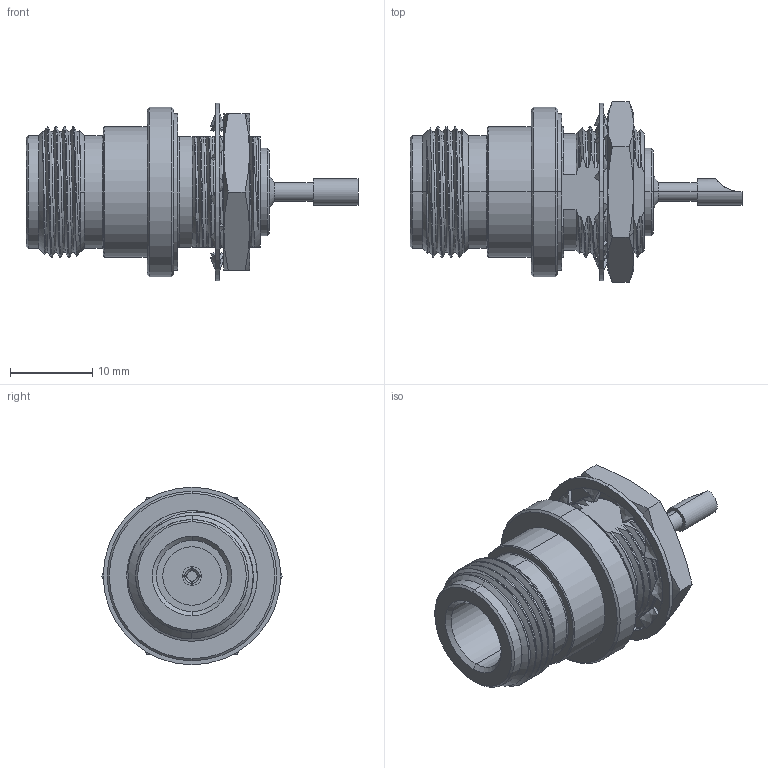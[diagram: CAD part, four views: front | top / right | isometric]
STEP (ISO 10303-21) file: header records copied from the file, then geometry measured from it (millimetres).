
FILE_DESCRIPTION (( 'STEP AP214' ), '1' );
FILE_NAME ('PE4137_3D.STEP', '2022-06-08T20:06:20', ( '' ), ( '' ), 'SwSTEP 2.0', 'SolidWorks 2021', '' );
FILE_SCHEMA (( 'AUTOMOTIVE_DESIGN' ));
Length unit declared in the file: inch
Products named in the file (1): PE4137_3D
Bounding box: 40.38 x 22 x 21.59 mm (x, y, z)
Volume: 5495.7 mm3; surface area: 4201 mm2
Topology: 4 solids, 4 shells, 290 faces, 807 edges, 537 vertices
Faces by surface type: bspline 97, cylinder 89, plane 55, cone 49
Entity records: 28522 total; most frequent: CARTESIAN_POINT 21937, ORIENTED_EDGE 1614, DIRECTION 984, EDGE_CURVE 807, VERTEX_POINT 537, AXIS2_PLACEMENT_3D 375, EDGE_LOOP 308, FACE_OUTER_BOUND 290
